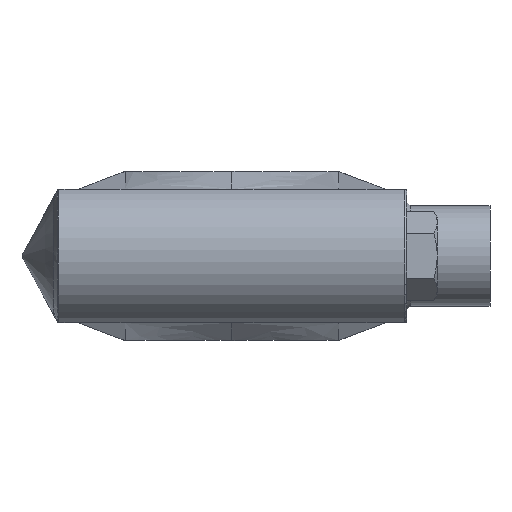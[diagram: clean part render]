
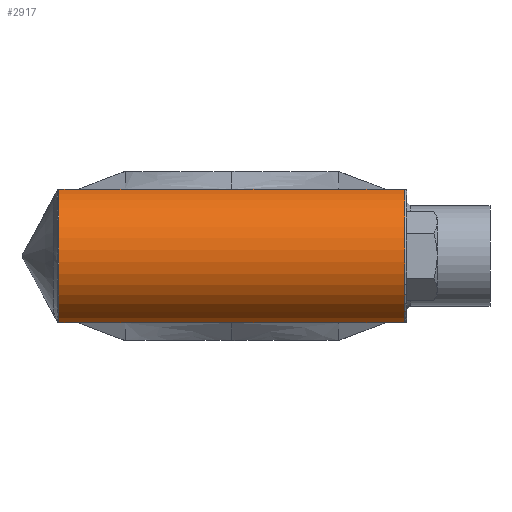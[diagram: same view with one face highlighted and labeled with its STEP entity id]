
A CAD part, left-side view. The second image highlights one B-rep face of the part: STEP entity #2917.
In plain terms, the highlighted cylindrical face has radius 9.982 mm (diameter 19.964 mm), a partial arc.
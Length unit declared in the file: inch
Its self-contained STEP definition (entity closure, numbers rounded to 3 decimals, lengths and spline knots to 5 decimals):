
#94 = AXIS2_PLACEMENT_3D ( 'NONE', #3472, #1853, #2680 ) ;
#170 = DIRECTION ( 'NONE',  ( 0., -1., 0. ) ) ;
#189 = EDGE_CURVE ( 'NONE', #1147, #754, #2081, .T. ) ;
#198 = VECTOR ( 'NONE', #250, 39.37008 ) ;
#213 = ORIENTED_EDGE ( 'NONE', *, *, #330, .T. ) ;
#227 = ORIENTED_EDGE ( 'NONE', *, *, #3372, .T. ) ;
#243 = EDGE_CURVE ( 'NONE', #3186, #754, #2722, .T. ) ;
#250 = DIRECTION ( 'NONE',  ( 0., -1., 0. ) ) ;
#315 = CARTESIAN_POINT ( 'NONE',  ( -0.96958, -0.551, 0.375 ) ) ;
#330 = EDGE_CURVE ( 'NONE', #3107, #1820, #1100, .T. ) ;
#370 = CYLINDRICAL_SURFACE ( 'NONE', #94, 0.393 ) ;
#409 = VERTEX_POINT ( 'NONE', #2608 ) ;
#435 = VERTEX_POINT ( 'NONE', #1782 ) ;
#442 = VECTOR ( 'NONE', #170, 39.37008 ) ;
#448 = CARTESIAN_POINT ( 'NONE',  ( -0.96958, 0.831, -0.375 ) ) ;
#483 = CARTESIAN_POINT ( 'NONE',  ( -0.96958, 0.431, 0.375 ) ) ;
#493 = AXIS2_PLACEMENT_3D ( 'NONE', #3497, #1868, #498 ) ;
#498 = DIRECTION ( 'NONE',  ( 0., 0., -1. ) ) ;
#499 = CARTESIAN_POINT ( 'NONE',  ( -0.96958, 0.631, -0.375 ) ) ;
#516 = EDGE_LOOP ( 'NONE', ( #1515, #213, #2215, #227, #3362, #2142, #832, #2697, #2998, #2477, #1193, #1190, #2016, #842 ) ) ;
#592 = CARTESIAN_POINT ( 'NONE',  ( -0.96958, -0.169, 0.375 ) ) ;
#653 = EDGE_CURVE ( 'NONE', #782, #435, #2681, .T. ) ;
#737 = VERTEX_POINT ( 'NONE', #1903 ) ;
#742 = CARTESIAN_POINT ( 'NONE',  ( -0.96958, 1.031, -0.375 ) ) ;
#754 = VERTEX_POINT ( 'NONE', #3303 ) ;
#782 = VERTEX_POINT ( 'NONE', #2744 ) ;
#795 = CARTESIAN_POINT ( 'NONE',  ( -0.96958, -0.614, 0.375 ) ) ;
#832 = ORIENTED_EDGE ( 'NONE', *, *, #3450, .F. ) ;
#841 = FACE_OUTER_BOUND ( 'NONE', #516, .T. ) ;
#842 = ORIENTED_EDGE ( 'NONE', *, *, #653, .F. ) ;
#855 = CARTESIAN_POINT ( 'NONE',  ( -0.96958, -0.551, -0.375 ) ) ;
#869 = B_SPLINE_CURVE_WITH_KNOTS ( 'NONE', 3,
 ( #1633, #1116, #1934, #2485 ),
 .UNSPECIFIED., .F., .F.,
 ( 4, 4 ),
 ( 0., 1. ),
 .UNSPECIFIED. ) ;
#941 = VERTEX_POINT ( 'NONE', #2210 ) ;
#950 = DIRECTION ( 'NONE',  ( 0., 0., 1. ) ) ;
#956 = EDGE_CURVE ( 'NONE', #409, #3488, #869, .T. ) ;
#961 = EDGE_CURVE ( 'NONE', #1195, #984, #1413, .T. ) ;
#984 = VERTEX_POINT ( 'NONE', #2972 ) ;
#986 = VECTOR ( 'NONE', #2694, 39.37008 ) ;
#1008 = EDGE_CURVE ( 'NONE', #3107, #782, #3337, .T. ) ;
#1053 = CARTESIAN_POINT ( 'NONE',  ( -0.96958, 0.031, 0.375 ) ) ;
#1064 = CARTESIAN_POINT ( 'NONE',  ( -0.96958, 0.231, 0.375 ) ) ;
#1100 = CIRCLE ( 'NONE', #2876, 0.393 ) ;
#1116 = CARTESIAN_POINT ( 'NONE',  ( -0.96958, 0.231, -0.375 ) ) ;
#1147 = VERTEX_POINT ( 'NONE', #3410 ) ;
#1190 = ORIENTED_EDGE ( 'NONE', *, *, #243, .F. ) ;
#1193 = ORIENTED_EDGE ( 'NONE', *, *, #189, .T. ) ;
#1195 = VERTEX_POINT ( 'NONE', #3101 ) ;
#1327 = VECTOR ( 'NONE', #2238, 39.37008 ) ;
#1330 = EDGE_CURVE ( 'NONE', #1820, #737, #1896, .T. ) ;
#1333 = CIRCLE ( 'NONE', #493, 0.393 ) ;
#1367 = DIRECTION ( 'NONE',  ( 0., 1., 0. ) ) ;
#1413 = LINE ( 'NONE', #855, #2157 ) ;
#1415 = VECTOR ( 'NONE', #1466, 39.37008 ) ;
#1426 = DIRECTION ( 'NONE',  ( 0., -1., 0. ) ) ;
#1466 = DIRECTION ( 'NONE',  ( 0., 1., 0. ) ) ;
#1515 = ORIENTED_EDGE ( 'NONE', *, *, #1008, .F. ) ;
#1539 = LINE ( 'NONE', #3062, #2664 ) ;
#1557 = CARTESIAN_POINT ( 'NONE',  ( -0.96958, 1.413, -0.375 ) ) ;
#1633 = CARTESIAN_POINT ( 'NONE',  ( -0.96958, 0.431, -0.375 ) ) ;
#1715 = CARTESIAN_POINT ( 'NONE',  ( -0.96958, 1.403, 0.375 ) ) ;
#1743 = EDGE_CURVE ( 'NONE', #3186, #435, #3445, .T. ) ;
#1751 = EDGE_CURVE ( 'NONE', #1195, #941, #1333, .T. ) ;
#1782 = CARTESIAN_POINT ( 'NONE',  ( -0.96958, 1.031, 0.375 ) ) ;
#1800 = CARTESIAN_POINT ( 'NONE',  ( -0.96958, 0.431, -0.375 ) ) ;
#1809 = B_SPLINE_CURVE_WITH_KNOTS ( 'NONE', 3,
 ( #1800, #499, #448, #742 ),
 .UNSPECIFIED., .F., .F.,
 ( 4, 4 ),
 ( 0., 1. ),
 .UNSPECIFIED. ) ;
#1820 = VERTEX_POINT ( 'NONE', #3246 ) ;
#1853 = DIRECTION ( 'NONE',  ( 0., 1., 0. ) ) ;
#1868 = DIRECTION ( 'NONE',  ( 0., 1., 0. ) ) ;
#1896 = LINE ( 'NONE', #1557, #442 ) ;
#1903 = CARTESIAN_POINT ( 'NONE',  ( -0.96958, 1.293, -0.375 ) ) ;
#1921 = CARTESIAN_POINT ( 'NONE',  ( -0.96958, 1.476, 0.375 ) ) ;
#1934 = CARTESIAN_POINT ( 'NONE',  ( -0.96958, 0.031, -0.375 ) ) ;
#1994 = EDGE_CURVE ( 'NONE', #409, #2566, #1809, .T. ) ;
#2016 = ORIENTED_EDGE ( 'NONE', *, *, #1743, .T. ) ;
#2081 = LINE ( 'NONE', #795, #986 ) ;
#2142 = ORIENTED_EDGE ( 'NONE', *, *, #956, .T. ) ;
#2150 = CARTESIAN_POINT ( 'NONE',  ( -0.96958, 0.431, 0.375 ) ) ;
#2157 = VECTOR ( 'NONE', #2443, 39.37008 ) ;
#2160 = LINE ( 'NONE', #2834, #1415 ) ;
#2210 = CARTESIAN_POINT ( 'NONE',  ( -0.96958, -0.541, 0.375 ) ) ;
#2215 = ORIENTED_EDGE ( 'NONE', *, *, #1330, .T. ) ;
#2238 = DIRECTION ( 'NONE',  ( 0., -1., 0. ) ) ;
#2277 = CARTESIAN_POINT ( 'NONE',  ( -0.96958, 1.031, -0.375 ) ) ;
#2312 = DIRECTION ( 'NONE',  ( 0., -1., 0. ) ) ;
#2443 = DIRECTION ( 'NONE',  ( 0., 1., 0. ) ) ;
#2477 = ORIENTED_EDGE ( 'NONE', *, *, #2976, .T. ) ;
#2485 = CARTESIAN_POINT ( 'NONE',  ( -0.96958, -0.169, -0.375 ) ) ;
#2566 = VERTEX_POINT ( 'NONE', #2277 ) ;
#2585 = VECTOR ( 'NONE', #1367, 39.37008 ) ;
#2608 = CARTESIAN_POINT ( 'NONE',  ( -0.96958, 0.431, -0.375 ) ) ;
#2658 = CARTESIAN_POINT ( 'NONE',  ( -0.96958, 1.031, 0.375 ) ) ;
#2664 = VECTOR ( 'NONE', #1426, 39.37008 ) ;
#2680 = DIRECTION ( 'NONE',  ( 0., 0., 1. ) ) ;
#2681 = LINE ( 'NONE', #1921, #198 ) ;
#2694 = DIRECTION ( 'NONE',  ( 0., 1., 0. ) ) ;
#2697 = ORIENTED_EDGE ( 'NONE', *, *, #961, .F. ) ;
#2705 = CARTESIAN_POINT ( 'NONE',  ( -0.96958, -0.169, -0.375 ) ) ;
#2722 = B_SPLINE_CURVE_WITH_KNOTS ( 'NONE', 3,
 ( #2150, #1064, #1053, #592 ),
 .UNSPECIFIED., .F., .F.,
 ( 4, 4 ),
 ( 0., 1. ),
 .UNSPECIFIED. ) ;
#2744 = CARTESIAN_POINT ( 'NONE',  ( -0.96958, 1.293, 0.375 ) ) ;
#2810 = CARTESIAN_POINT ( 'NONE',  ( -0.852, 1.403, 0. ) ) ;
#2834 = CARTESIAN_POINT ( 'NONE',  ( -0.96958, -0.614, -0.375 ) ) ;
#2876 = AXIS2_PLACEMENT_3D ( 'NONE', #2810, #2312, #950 ) ;
#2905 = LINE ( 'NONE', #315, #2585 ) ;
#2917 = ADVANCED_FACE ( 'NONE', ( #841 ), #370, .T. ) ;
#2934 = CARTESIAN_POINT ( 'NONE',  ( -0.96958, 0.831, 0.375 ) ) ;
#2972 = CARTESIAN_POINT ( 'NONE',  ( -0.96958, -0.431, -0.375 ) ) ;
#2976 = EDGE_CURVE ( 'NONE', #941, #1147, #2905, .T. ) ;
#2998 = ORIENTED_EDGE ( 'NONE', *, *, #1751, .T. ) ;
#3033 = CARTESIAN_POINT ( 'NONE',  ( -0.96958, 1.413, 0.375 ) ) ;
#3062 = CARTESIAN_POINT ( 'NONE',  ( -0.96958, 1.476, -0.375 ) ) ;
#3101 = CARTESIAN_POINT ( 'NONE',  ( -0.96958, -0.541, -0.375 ) ) ;
#3107 = VERTEX_POINT ( 'NONE', #1715 ) ;
#3113 = CARTESIAN_POINT ( 'NONE',  ( -0.96958, 0.431, 0.375 ) ) ;
#3186 = VERTEX_POINT ( 'NONE', #3113 ) ;
#3246 = CARTESIAN_POINT ( 'NONE',  ( -0.96958, 1.403, -0.375 ) ) ;
#3303 = CARTESIAN_POINT ( 'NONE',  ( -0.96958, -0.169, 0.375 ) ) ;
#3337 = LINE ( 'NONE', #3033, #1327 ) ;
#3362 = ORIENTED_EDGE ( 'NONE', *, *, #1994, .F. ) ;
#3372 = EDGE_CURVE ( 'NONE', #737, #2566, #1539, .T. ) ;
#3410 = CARTESIAN_POINT ( 'NONE',  ( -0.96958, -0.431, 0.375 ) ) ;
#3445 = B_SPLINE_CURVE_WITH_KNOTS ( 'NONE', 3,
 ( #483, #3466, #2934, #2658 ),
 .UNSPECIFIED., .F., .F.,
 ( 4, 4 ),
 ( 0., 1. ),
 .UNSPECIFIED. ) ;
#3450 = EDGE_CURVE ( 'NONE', #984, #3488, #2160, .T. ) ;
#3466 = CARTESIAN_POINT ( 'NONE',  ( -0.96958, 0.631, 0.375 ) ) ;
#3472 = CARTESIAN_POINT ( 'NONE',  ( -0.852, -0.614, 0. ) ) ;
#3488 = VERTEX_POINT ( 'NONE', #2705 ) ;
#3497 = CARTESIAN_POINT ( 'NONE',  ( -0.852, -0.541, 0. ) ) ;
